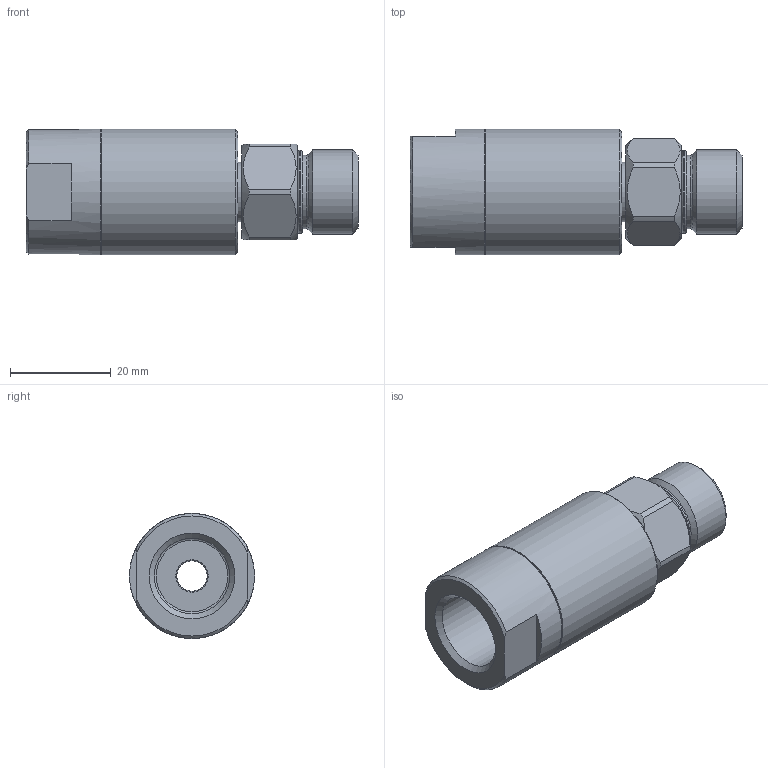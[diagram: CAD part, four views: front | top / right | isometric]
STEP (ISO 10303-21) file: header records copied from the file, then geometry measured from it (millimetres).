
FILE_DESCRIPTION(/* description */ (''),/* implementation_level */ '2;1');
FILE_NAME(/* name */ '31.906.stp',/* time_stamp */ '2020-01-24T10:46:16+01:00',/* author */ ('d.raschle'),/* organization */ (''),/* preprocessor_version */ 'ST-DEVELOPER v18',/* originating_system */ 'Autodesk Inventor 2020',/* authorisation */ '');
FILE_SCHEMA (('AUTOMOTIVE_DESIGN { 1 0 10303 214 3 1 1 }'));
Length unit declared in the file: millimetre
Products named in the file (1): Bauteil28
Bounding box: 65.8 x 24.8 x 24.8 mm (x, y, z)
Volume: 21256.7 mm3; surface area: 7961 mm2
Topology: 2 solids, 3 shells, 84 faces, 237 edges, 165 vertices
Faces by surface type: plane 40, cylinder 21, cone 16, torus 7
Full cylindrical faces by diameter (mm): 6 x1, 6.2 x1, 6.4 x1, 9.2 x1, 10.5 x1, 10.917 x1, 11.85 x1, 12.2 x1, 14.6 x1, 14.8 x1, 14.95 x1, 16.5 x1, 16.66 x1, 24.8 x2
Entity records: 2950 total; most frequent: CARTESIAN_POINT 545, DIRECTION 507, ORIENTED_EDGE 474, EDGE_CURVE 237, AXIS2_PLACEMENT_3D 214, VERTEX_POINT 165, CIRCLE 129, EDGE_LOOP 96
